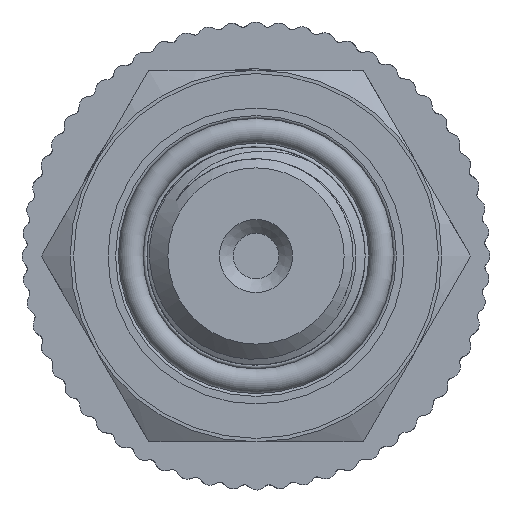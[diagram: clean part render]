
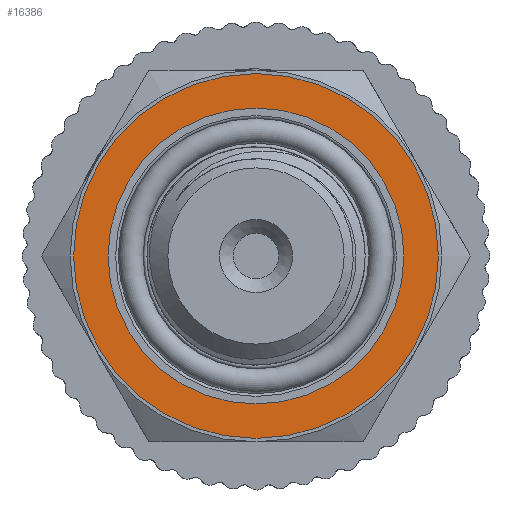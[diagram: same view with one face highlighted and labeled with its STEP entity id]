
A CAD part, left-side view. The second image highlights one B-rep face of the part: STEP entity #16386.
In plain terms, the highlighted planar face has unit normal (-1, 0, 0).
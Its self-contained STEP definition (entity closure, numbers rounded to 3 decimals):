
#217=PLANE('',#17304);
#918=FACE_BOUND('',#2225,.T.);
#1279=FACE_OUTER_BOUND('',#2224,.T.);
#2224=EDGE_LOOP('',(#12604));
#2225=EDGE_LOOP('',(#12605));
#2948=CIRCLE('',#17250,13.25);
#2980=CIRCLE('',#17303,10.75);
#7117=VERTEX_POINT('',#34756);
#7145=VERTEX_POINT('',#36712);
#9102=EDGE_CURVE('',#7117,#7117,#2948,.T.);
#9151=EDGE_CURVE('',#7145,#7145,#2980,.T.);
#12604=ORIENTED_EDGE('',*,*,#9102,.T.);
#12605=ORIENTED_EDGE('',*,*,#9151,.T.);
#16386=ADVANCED_FACE('',(#1279,#918),#217,.T.);
#17250=AXIS2_PLACEMENT_3D('',#34758,#18673,#18674);
#17303=AXIS2_PLACEMENT_3D('',#36713,#18788,#18789);
#17304=AXIS2_PLACEMENT_3D('',#36715,#18791,#18792);
#18673=DIRECTION('center_axis',(-1.,0.,0.));
#18674=DIRECTION('ref_axis',(0.,1.,0.));
#18788=DIRECTION('center_axis',(1.,0.,0.));
#18789=DIRECTION('ref_axis',(0.,0.,-1.));
#18791=DIRECTION('center_axis',(-1.,0.,0.));
#18792=DIRECTION('ref_axis',(0.,0.,1.));
#34756=CARTESIAN_POINT('',(-48.,-13.25,0.));
#34758=CARTESIAN_POINT('Origin',(-48.,0.,0.));
#36712=CARTESIAN_POINT('',(-48.,-10.75,0.));
#36713=CARTESIAN_POINT('Origin',(-48.,0.,0.));
#36715=CARTESIAN_POINT('Origin',(-48.,13.5,0.));
